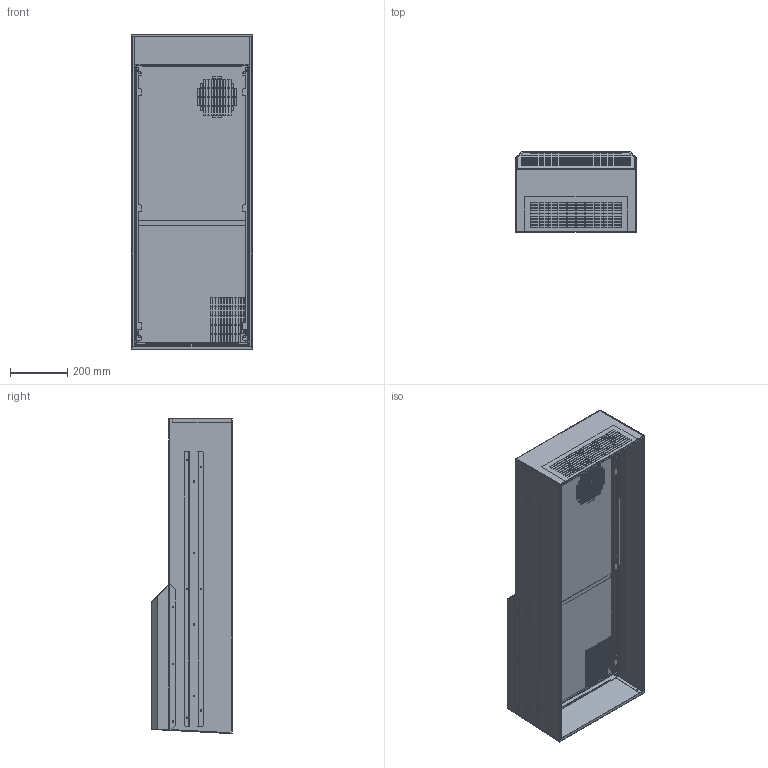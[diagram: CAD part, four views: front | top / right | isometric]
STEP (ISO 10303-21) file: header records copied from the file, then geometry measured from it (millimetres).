
FILE_DESCRIPTION((''),'2;1');
FILE_NAME('KG4271R_NEMA_COVER_ASM_1_ASM','2018-09-14T',('briang'),(''),'CREO PARAMETRIC BY PTC INC, 2017170','CREO PARAMETRIC BY PTC INC, 2017170','');
FILE_SCHEMA(('CONFIG_CONTROL_DESIGN'));
Products named in the file (11): KG4271R_NEMA_COVER_BOTTOM_1; KG4271R_NEMA_COVER_TOP_1; KG4271R_NEMA_COVER_FLANGES_1; KG4271R_NEMA_COVER_SEAL_1; KG4271R_NEMA_COVER_VERT_SEAL_1; KG4271R_NEMA_COVER_SEPARATOR_1; KG4271_NEMA_COVER_MESH_IN_1; KG4271_NEMA_COVER_MESH_OUT_1; KG4271R_NEMA_COVER_MANUF_ASM_1_ASM; KG4271R_NEMA_UNIT_COVER_1; KG4271R_NEMA_COVER_ASM_1_ASM
Assembly tree (12 placements, depth 3):
  KG4271R_NEMA_COVER_ASM_1_ASM
    KG4271R_NEMA_COVER_MANUF_ASM_1_ASM
      KG4271R_NEMA_COVER_BOTTOM_1
      KG4271R_NEMA_COVER_TOP_1
      KG4271R_NEMA_COVER_FLANGES_1  x2
      KG4271R_NEMA_COVER_SEAL_1
      KG4271R_NEMA_COVER_VERT_SEAL_1  x2
      KG4271R_NEMA_COVER_SEPARATOR_1
      KG4271_NEMA_COVER_MESH_IN_1
      KG4271_NEMA_COVER_MESH_OUT_1
    KG4271R_NEMA_UNIT_COVER_1
Bounding box: 420 x 281.5 x 1100.89 mm (x, y, z)
Volume: 1969469.6 mm3; surface area: 4046382.4 mm2
Topology: 11 solids, 11 shells, 2216 faces, 5970 edges, 3826 vertices
Faces by surface type: plane 1740, cylinder 244, torus 150, bspline 82
Entity records: 69691 total; most frequent: CARTESIAN_POINT 15172, ORIENTED_EDGE 11444, DIRECTION 10312, EDGE_CURVE 5722, VECTOR 4810, LINE 4810, VERTEX_POINT 3674, EDGE_LOOP 2842
